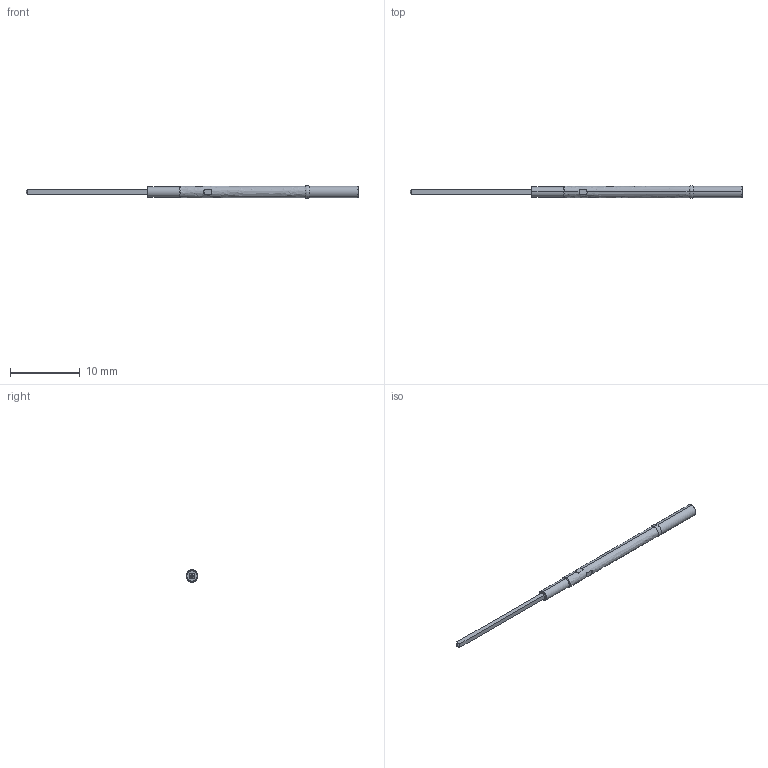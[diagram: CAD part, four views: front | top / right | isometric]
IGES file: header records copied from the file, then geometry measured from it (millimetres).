
Start section: SolidWorks IGES file using analytic representation for surfaces
Global section: file name: EPR-25W-2L.IGS; native system: SolidWorks 2006 by SolidWorks Corporation; preprocessor: SolidWorks 2006 by SolidWorks Corporation; author: tsakatani; date: 080111.130918; units: inch
Bounding box: 47.75 x 1.81 x 1.83 mm (x, y, z)
Surface area: 326.9 mm2 (no closed solid volume)
Topology: 0 solids, 0 shells, 55 faces, 390 edges, 390 vertices
Faces by surface type: bspline 37, revolution 18
